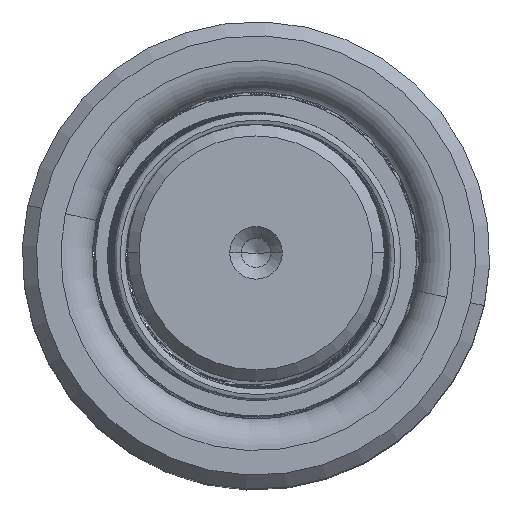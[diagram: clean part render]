
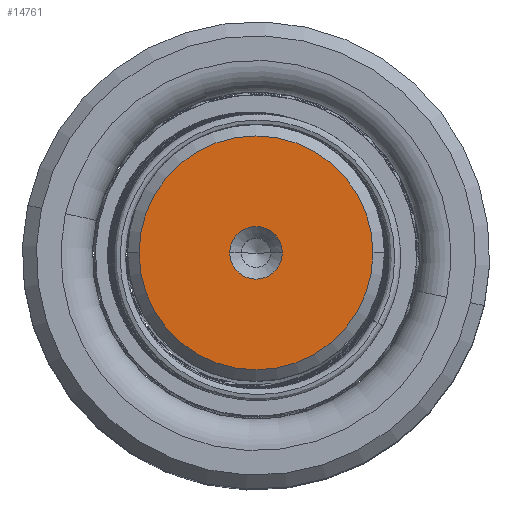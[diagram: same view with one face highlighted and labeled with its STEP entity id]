
A CAD part, top view. The second image highlights one B-rep face of the part: STEP entity #14761.
In plain terms, the highlighted planar face has unit normal (0, 0, 1).
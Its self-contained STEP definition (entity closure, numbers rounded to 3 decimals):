
#2459 = DIRECTION ( 'NONE',  ( 0., 0., 1. ) ) ;
#4609 = DIRECTION ( 'NONE',  ( 0., 0., 1. ) ) ;
#4821 = CARTESIAN_POINT ( 'NONE',  ( 2.25, 0., 180. ) ) ;
#6001 = AXIS2_PLACEMENT_3D ( 'NONE', #16662, #4609, #16842 ) ;
#7172 = DIRECTION ( 'NONE',  ( 1., 0., 0. ) ) ;
#9040 = DIRECTION ( 'NONE',  ( 1., 0., 0. ) ) ;
#10172 = VERTEX_POINT ( 'NONE', #16815 ) ;
#13781 = EDGE_CURVE ( 'NONE', #44565, #10172, #42680, .T. ) ;
#14670 = ORIENTED_EDGE ( 'NONE', *, *, #26447, .T. ) ;
#14684 = DIRECTION ( 'NONE',  ( 1., 0., 0. ) ) ;
#14761 = ADVANCED_FACE ( 'NONE', ( #30341, #14867 ), #34616, .T. ) ;
#14867 = FACE_OUTER_BOUND ( 'NONE', #21683, .T. ) ;
#16662 = CARTESIAN_POINT ( 'NONE',  ( 0., 0., 180. ) ) ;
#16815 = CARTESIAN_POINT ( 'NONE',  ( -2.25, 0., 180. ) ) ;
#16842 = DIRECTION ( 'NONE',  ( 1., 0., 0. ) ) ;
#17962 = EDGE_CURVE ( 'NONE', #45419, #40489, #37011, .T. ) ;
#20619 = CARTESIAN_POINT ( 'NONE',  ( 10.009, 0., 180. ) ) ;
#21122 = DIRECTION ( 'NONE',  ( 0., 0., 1. ) ) ;
#21683 = EDGE_LOOP ( 'NONE', ( #14670, #50133 ) ) ;
#21810 = AXIS2_PLACEMENT_3D ( 'NONE', #48913, #21122, #9040 ) ;
#23548 = CARTESIAN_POINT ( 'NONE',  ( 0., 0., 180. ) ) ;
#25404 = CARTESIAN_POINT ( 'NONE',  ( 0., 0., 180. ) ) ;
#26447 = EDGE_CURVE ( 'NONE', #40489, #45419, #42903, .T. ) ;
#27144 = AXIS2_PLACEMENT_3D ( 'NONE', #23548, #50839, #7172 ) ;
#28100 = EDGE_LOOP ( 'NONE', ( #46590, #29640 ) ) ;
#29640 = ORIENTED_EDGE ( 'NONE', *, *, #41660, .F. ) ;
#30341 = FACE_BOUND ( 'NONE', #28100, .T. ) ;
#34616 = PLANE ( 'NONE',  #27144 ) ;
#37011 = CIRCLE ( 'NONE', #21810, 10.009 ) ;
#38340 = CARTESIAN_POINT ( 'NONE',  ( 0., 0., 180. ) ) ;
#40489 = VERTEX_POINT ( 'NONE', #48765 ) ;
#41660 = EDGE_CURVE ( 'NONE', #10172, #44565, #46435, .T. ) ;
#42206 = AXIS2_PLACEMENT_3D ( 'NONE', #38340, #2459, #14684 ) ;
#42680 = CIRCLE ( 'NONE', #43638, 2.25 ) ;
#42903 = CIRCLE ( 'NONE', #6001, 10.009 ) ;
#43638 = AXIS2_PLACEMENT_3D ( 'NONE', #25404, #48377, #49577 ) ;
#44565 = VERTEX_POINT ( 'NONE', #4821 ) ;
#45419 = VERTEX_POINT ( 'NONE', #20619 ) ;
#46435 = CIRCLE ( 'NONE', #42206, 2.25 ) ;
#46590 = ORIENTED_EDGE ( 'NONE', *, *, #13781, .F. ) ;
#48377 = DIRECTION ( 'NONE',  ( 0., 0., 1. ) ) ;
#48765 = CARTESIAN_POINT ( 'NONE',  ( -10.009, 0., 180. ) ) ;
#48913 = CARTESIAN_POINT ( 'NONE',  ( 0., 0., 180. ) ) ;
#49577 = DIRECTION ( 'NONE',  ( 1., 0., 0. ) ) ;
#50133 = ORIENTED_EDGE ( 'NONE', *, *, #17962, .T. ) ;
#50839 = DIRECTION ( 'NONE',  ( 0., 0., 1. ) ) ;
